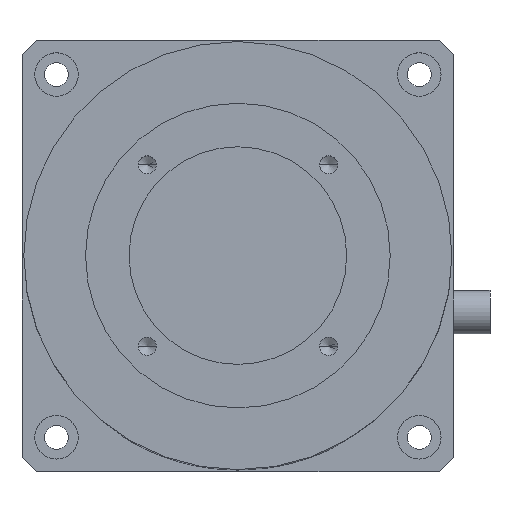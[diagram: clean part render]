
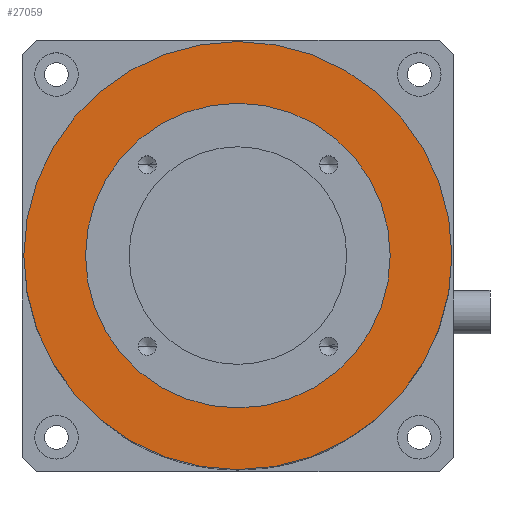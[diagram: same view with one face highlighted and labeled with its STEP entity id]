
A CAD part, top view. The second image highlights one B-rep face of the part: STEP entity #27059.
In plain terms, the highlighted planar face has unit normal (0, 0, 1).
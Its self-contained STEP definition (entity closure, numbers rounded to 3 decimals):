
#1506 = PLANE ( 'NONE',  #31956 ) ;
#2616 = ORIENTED_EDGE ( 'NONE', *, *, #13763, .T. ) ;
#2693 = ORIENTED_EDGE ( 'NONE', *, *, #39749, .F. ) ;
#5152 = DIRECTION ( 'NONE',  ( 1., 0., 0. ) ) ;
#5376 = AXIS2_PLACEMENT_3D ( 'NONE', #42052, #20766, #25618 ) ;
#8968 = AXIS2_PLACEMENT_3D ( 'NONE', #39368, #26815, #47345 ) ;
#10336 = CARTESIAN_POINT ( 'NONE',  ( 0., 0., 37.8 ) ) ;
#11473 = FACE_BOUND ( 'NONE', #31656, .T. ) ;
#12480 = CARTESIAN_POINT ( 'NONE',  ( 0., 0., 37.8 ) ) ;
#13510 = DIRECTION ( 'NONE',  ( 0., 0., 1. ) ) ;
#13763 = EDGE_CURVE ( 'NONE', #20677, #33851, #46386, .T. ) ;
#14501 = DIRECTION ( 'NONE',  ( -1., 0., 0. ) ) ;
#20087 = ORIENTED_EDGE ( 'NONE', *, *, #50198, .F. ) ;
#20677 = VERTEX_POINT ( 'NONE', #35460 ) ;
#20766 = DIRECTION ( 'NONE',  ( 0., 0., -1. ) ) ;
#22067 = CARTESIAN_POINT ( 'NONE',  ( 0., 0., 37.8 ) ) ;
#24402 = CARTESIAN_POINT ( 'NONE',  ( 29.5, 0., 37.8 ) ) ;
#25618 = DIRECTION ( 'NONE',  ( -1., 0., 0. ) ) ;
#26249 = EDGE_CURVE ( 'NONE', #33851, #20677, #53073, .T. ) ;
#26815 = DIRECTION ( 'NONE',  ( 0., 0., -1. ) ) ;
#27059 = ADVANCED_FACE ( 'NONE', ( #11473, #50435 ), #1506, .T. ) ;
#27898 = AXIS2_PLACEMENT_3D ( 'NONE', #10336, #39397, #14501 ) ;
#29180 = DIRECTION ( 'NONE',  ( 0., 0., -1. ) ) ;
#29595 = VERTEX_POINT ( 'NONE', #24402 ) ;
#31656 = EDGE_LOOP ( 'NONE', ( #2616, #43690 ) ) ;
#31956 = AXIS2_PLACEMENT_3D ( 'NONE', #22067, #13510, #5152 ) ;
#33394 = CIRCLE ( 'NONE', #43629, 29.5 ) ;
#33851 = VERTEX_POINT ( 'NONE', #40757 ) ;
#35460 = CARTESIAN_POINT ( 'NONE',  ( -21., 0., 37.8 ) ) ;
#37935 = DIRECTION ( 'NONE',  ( -1., 0., 0. ) ) ;
#39368 = CARTESIAN_POINT ( 'NONE',  ( 0., 0., 37.8 ) ) ;
#39397 = DIRECTION ( 'NONE',  ( 0., 0., -1. ) ) ;
#39749 = EDGE_CURVE ( 'NONE', #29595, #44797, #43965, .T. ) ;
#40757 = CARTESIAN_POINT ( 'NONE',  ( 21., 0., 37.8 ) ) ;
#42052 = CARTESIAN_POINT ( 'NONE',  ( 0., 0., 37.8 ) ) ;
#43629 = AXIS2_PLACEMENT_3D ( 'NONE', #12480, #29180, #37935 ) ;
#43690 = ORIENTED_EDGE ( 'NONE', *, *, #26249, .T. ) ;
#43965 = CIRCLE ( 'NONE', #5376, 29.5 ) ;
#44797 = VERTEX_POINT ( 'NONE', #47724 ) ;
#46386 = CIRCLE ( 'NONE', #27898, 21. ) ;
#47345 = DIRECTION ( 'NONE',  ( -1., 0., 0. ) ) ;
#47724 = CARTESIAN_POINT ( 'NONE',  ( -29.5, 0., 37.8 ) ) ;
#49287 = EDGE_LOOP ( 'NONE', ( #20087, #2693 ) ) ;
#50198 = EDGE_CURVE ( 'NONE', #44797, #29595, #33394, .T. ) ;
#50435 = FACE_OUTER_BOUND ( 'NONE', #49287, .T. ) ;
#53073 = CIRCLE ( 'NONE', #8968, 21. ) ;
